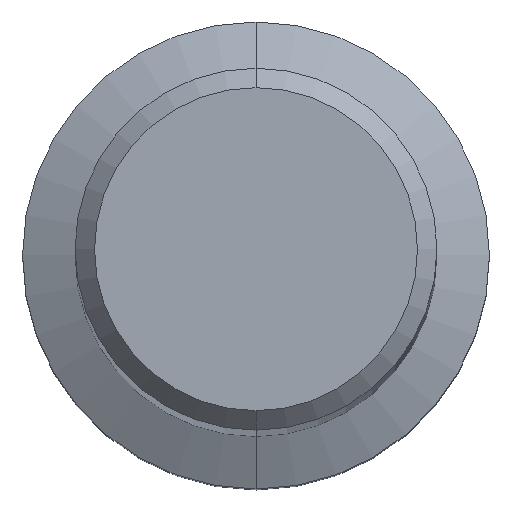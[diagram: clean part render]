
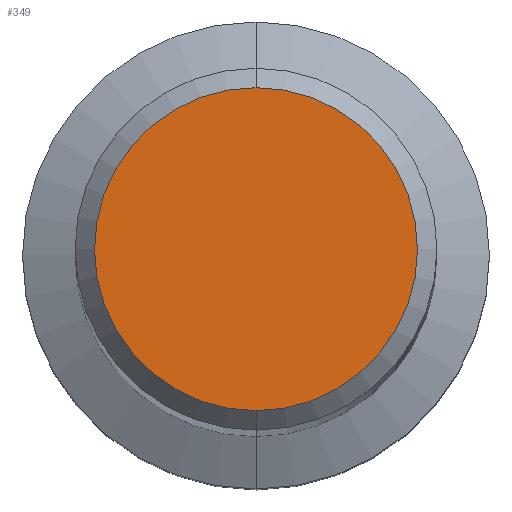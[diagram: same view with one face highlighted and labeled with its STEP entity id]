
A CAD part, top view. The second image highlights one B-rep face of the part: STEP entity #349.
In plain terms, the highlighted planar face has unit normal (0, 0, 1).
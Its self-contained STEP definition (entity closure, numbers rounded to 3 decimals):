
#213=VERTEX_POINT('',#571);
#349=ADVANCED_FACE('',(#723),#724,.T.);
#459=EDGE_CURVE('',#213,#511,#845,.T.);
#511=VERTEX_POINT('',#902);
#529=EDGE_CURVE('',#511,#213,#921,.T.);
#571=CARTESIAN_POINT('',(0.,-4.15,0.0));
#723=FACE_OUTER_BOUND('',#1222,.T.);
#724=PLANE('',#1223);
#845=CIRCLE('',#1519,4.15);
#902=CARTESIAN_POINT('',(0.0,4.15,0.0));
#921=CIRCLE('',#1644,4.15);
#1222=EDGE_LOOP('',(#1860,#1861));
#1223=AXIS2_PLACEMENT_3D('',#1862,#1863,#1864);
#1519=AXIS2_PLACEMENT_3D('',#1988,#1989,#1990);
#1644=AXIS2_PLACEMENT_3D('',#2075,#2076,#2077);
#1860=ORIENTED_EDGE('',*,*,#529,.F.);
#1861=ORIENTED_EDGE('',*,*,#459,.F.);
#1862=CARTESIAN_POINT('',(0.0,2.075,0.0));
#1863=DIRECTION('',(-0.0,0.0,1.0));
#1864=DIRECTION('',(0.0,-1.0,0.0));
#1988=CARTESIAN_POINT('',(0.0,0.0,0.0));
#1989=DIRECTION('',(0.0,0.0,-1.0));
#1990=DIRECTION('',(0.0,1.0,0.0));
#2075=CARTESIAN_POINT('',(0.0,0.0,0.0));
#2076=DIRECTION('',(0.0,0.0,-1.0));
#2077=DIRECTION('',(0.0,1.0,0.0));
